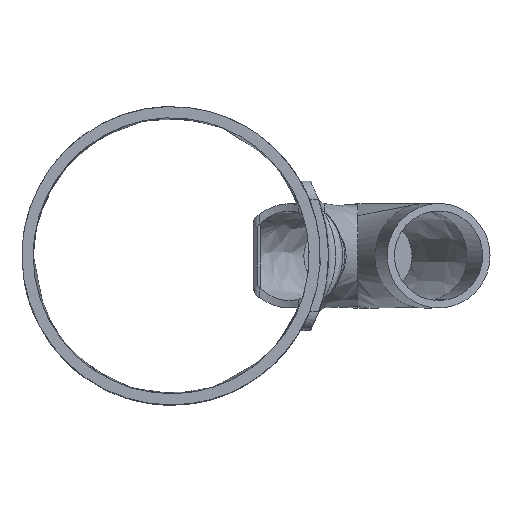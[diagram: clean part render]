
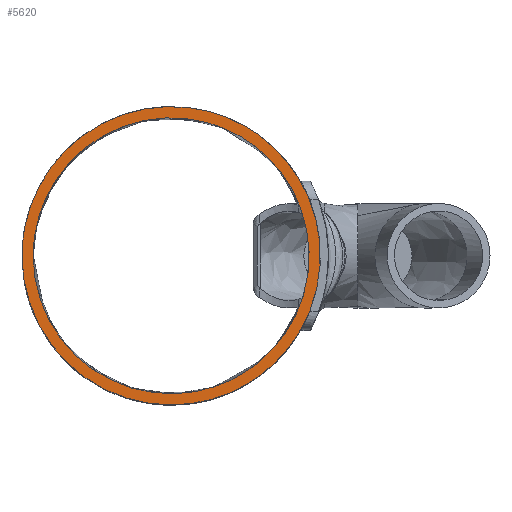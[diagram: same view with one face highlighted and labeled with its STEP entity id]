
A CAD part, top view. The second image highlights one B-rep face of the part: STEP entity #5620.
In plain terms, the highlighted free-form (B-spline) face has degree [1, 1] with [2, 2] control points.
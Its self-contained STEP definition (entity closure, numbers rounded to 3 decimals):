
#5505 = VERTEX_POINT('',#5506);
#5506 = CARTESIAN_POINT('',(87.208,0.,
    55.37));
#5522 = EDGE_CURVE('',#5505,#5505,#5523,.T.);
#5523 = ( BOUNDED_CURVE() B_SPLINE_CURVE(2,(#5524,#5525,#5526,#5527,
#5528,#5529,#5530),.UNSPECIFIED.,.T.,.F.) B_SPLINE_CURVE_WITH_KNOTS((3,2
    ,2,3),(3.142,5.236,7.33,9.425),
.PIECEWISE_BEZIER_KNOTS.) CURVE() GEOMETRIC_REPRESENTATION_ITEM() 
RATIONAL_B_SPLINE_CURVE((1.,0.5,1.,0.5,1.,0.5,1.)) REPRESENTATION_ITEM(
  '') );
#5524 = CARTESIAN_POINT('',(87.208,0.,
    55.37));
#5525 = CARTESIAN_POINT('',(87.208,-88.711,
    55.37));
#5526 = CARTESIAN_POINT('',(164.033,-44.355,
    55.37));
#5527 = CARTESIAN_POINT('',(240.859,0.,
    55.37));
#5528 = CARTESIAN_POINT('',(164.033,44.355,
    55.37));
#5529 = CARTESIAN_POINT('',(87.208,88.711,
    55.37));
#5530 = CARTESIAN_POINT('',(87.208,0.,
    55.37));
#5563 = EDGE_CURVE('',#5564,#5564,#5566,.T.);
#5564 = VERTEX_POINT('',#5565);
#5565 = CARTESIAN_POINT('',(83.055,0.,
    55.37));
#5566 = ( BOUNDED_CURVE() B_SPLINE_CURVE(2,(#5567,#5568,#5569,#5570,
#5571,#5572,#5573),.UNSPECIFIED.,.T.,.F.) B_SPLINE_CURVE_WITH_KNOTS((3,2
    ,2,3),(3.142,5.236,7.33,9.425),
.PIECEWISE_BEZIER_KNOTS.) CURVE() GEOMETRIC_REPRESENTATION_ITEM() 
RATIONAL_B_SPLINE_CURVE((1.,0.5,1.,0.5,1.,0.5,1.)) REPRESENTATION_ITEM(
  '') );
#5567 = CARTESIAN_POINT('',(83.055,0.,
    55.37));
#5568 = CARTESIAN_POINT('',(83.055,-95.903,
    55.37));
#5569 = CARTESIAN_POINT('',(166.11,-47.952,
    55.37));
#5570 = CARTESIAN_POINT('',(249.164,0.,
    55.37));
#5571 = CARTESIAN_POINT('',(166.11,47.952,
    55.37));
#5572 = CARTESIAN_POINT('',(83.055,95.903,
    55.37));
#5573 = CARTESIAN_POINT('',(83.055,0.,
    55.37));
#5620 = ADVANCED_FACE('',(#5621,#5624),#5627,.T.);
#5621 = FACE_BOUND('',#5622,.T.);
#5622 = EDGE_LOOP('',(#5623));
#5623 = ORIENTED_EDGE('',*,*,#5563,.T.);
#5624 = FACE_BOUND('',#5625,.T.);
#5625 = EDGE_LOOP('',(#5626));
#5626 = ORIENTED_EDGE('',*,*,#5522,.F.);
#5627 = B_SPLINE_SURFACE_WITH_KNOTS('',1,1,(
    (#5628,#5629)
    ,(#5630,#5631
    )),.UNSPECIFIED.,.F.,.F.,.F.,(2,2),(2,2),(-55.267,
    24.733),(-3.028,76.972),
  .PIECEWISE_BEZIER_KNOTS.);
#5628 = CARTESIAN_POINT('',(193.795,55.37,
    55.37));
#5629 = CARTESIAN_POINT('',(193.795,-55.37,
    55.37));
#5630 = CARTESIAN_POINT('',(83.055,55.37,
    55.37));
#5631 = CARTESIAN_POINT('',(83.055,-55.37,
    55.37));
